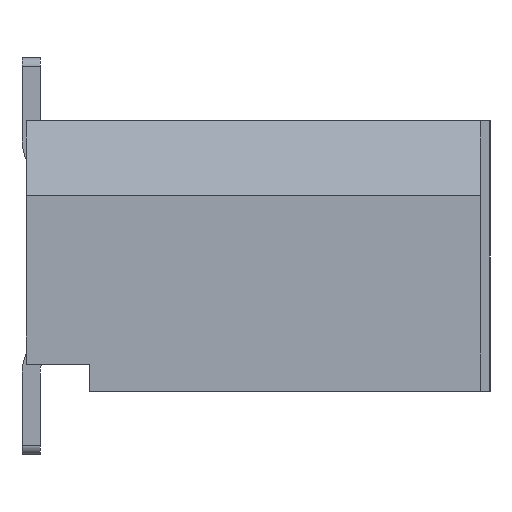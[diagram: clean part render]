
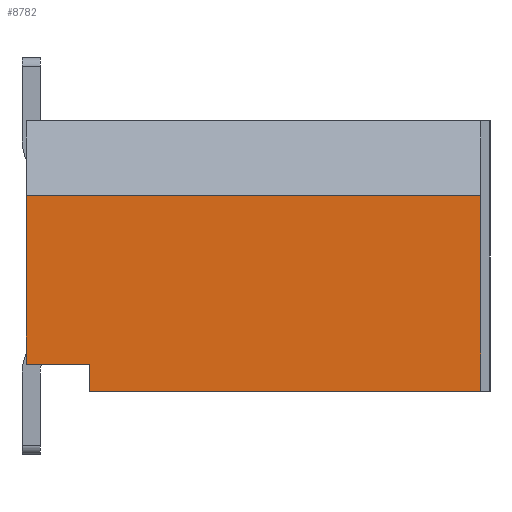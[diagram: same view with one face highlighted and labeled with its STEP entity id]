
A CAD part, left-side view. The second image highlights one B-rep face of the part: STEP entity #8782.
In plain terms, the highlighted planar face has unit normal (-1, 0, 0).
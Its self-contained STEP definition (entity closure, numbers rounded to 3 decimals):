
#1231=ORIENTED_EDGE('',*,*,#2918,.F.);
#1232=ORIENTED_EDGE('',*,*,#3569,.F.);
#1233=ORIENTED_EDGE('',*,*,#3570,.F.);
#1234=ORIENTED_EDGE('',*,*,#3571,.T.);
#1235=ORIENTED_EDGE('',*,*,#3572,.T.);
#1236=ORIENTED_EDGE('',*,*,#3561,.F.);
#2918=EDGE_CURVE('',#4227,#4228,#5097,.T.);
#3561=EDGE_CURVE('',#4228,#4704,#5710,.T.);
#3569=EDGE_CURVE('',#4708,#4227,#5718,.T.);
#3570=EDGE_CURVE('',#4709,#4708,#5719,.T.);
#3571=EDGE_CURVE('',#4709,#4710,#5720,.T.);
#3572=EDGE_CURVE('',#4710,#4704,#5721,.T.);
#4227=VERTEX_POINT('',#12068);
#4228=VERTEX_POINT('',#12070);
#4704=VERTEX_POINT('',#13305);
#4708=VERTEX_POINT('',#13320);
#4709=VERTEX_POINT('',#13322);
#4710=VERTEX_POINT('',#13324);
#5097=LINE('',#12069,#6300);
#5710=LINE('',#13304,#6913);
#5718=LINE('',#13319,#6921);
#5719=LINE('',#13321,#6922);
#5720=LINE('',#13323,#6923);
#5721=LINE('',#13325,#6924);
#6300=VECTOR('',#9730,1000.);
#6913=VECTOR('',#10635,1000.);
#6921=VECTOR('',#10649,1000.);
#6922=VECTOR('',#10650,1000.);
#6923=VECTOR('',#10651,1000.);
#6924=VECTOR('',#10652,1000.);
#7571=EDGE_LOOP('',(#1231,#1232,#1233,#1234,#1235,#1236));
#7992=FACE_BOUND('',#7571,.T.);
#8398=PLANE('',#9282);
#8782=ADVANCED_FACE('',(#7992),#8398,.F.);
#9282=AXIS2_PLACEMENT_3D('',#13318,#10647,#10648);
#9730=DIRECTION('',(0.,0.,1.));
#10635=DIRECTION('',(0.,1.,0.));
#10647=DIRECTION('',(1.,0.,0.));
#10648=DIRECTION('',(0.,0.,-1.));
#10649=DIRECTION('',(0.,1.,0.));
#10650=DIRECTION('',(0.,0.,-1.));
#10651=DIRECTION('',(0.,1.,0.));
#10652=DIRECTION('',(0.,0.,-1.));
#12068=CARTESIAN_POINT('',(-8.5,1.825,-1.5));
#12069=CARTESIAN_POINT('',(-8.5,1.825,-1.5));
#12070=CARTESIAN_POINT('',(-8.5,1.825,-1.2));
#13304=CARTESIAN_POINT('',(-8.5,1.825,-1.2));
#13305=CARTESIAN_POINT('',(-8.5,2.525,-1.2));
#13318=CARTESIAN_POINT('',(-8.5,-2.525,0.672));
#13319=CARTESIAN_POINT('',(-8.5,-2.525,-1.5));
#13320=CARTESIAN_POINT('',(-8.5,-2.525,-1.5));
#13321=CARTESIAN_POINT('',(-8.5,-2.525,0.672));
#13322=CARTESIAN_POINT('',(-8.5,-2.525,0.672));
#13323=CARTESIAN_POINT('',(-8.5,-2.525,0.672));
#13324=CARTESIAN_POINT('',(-8.5,2.525,0.672));
#13325=CARTESIAN_POINT('',(-8.5,2.525,0.672));
